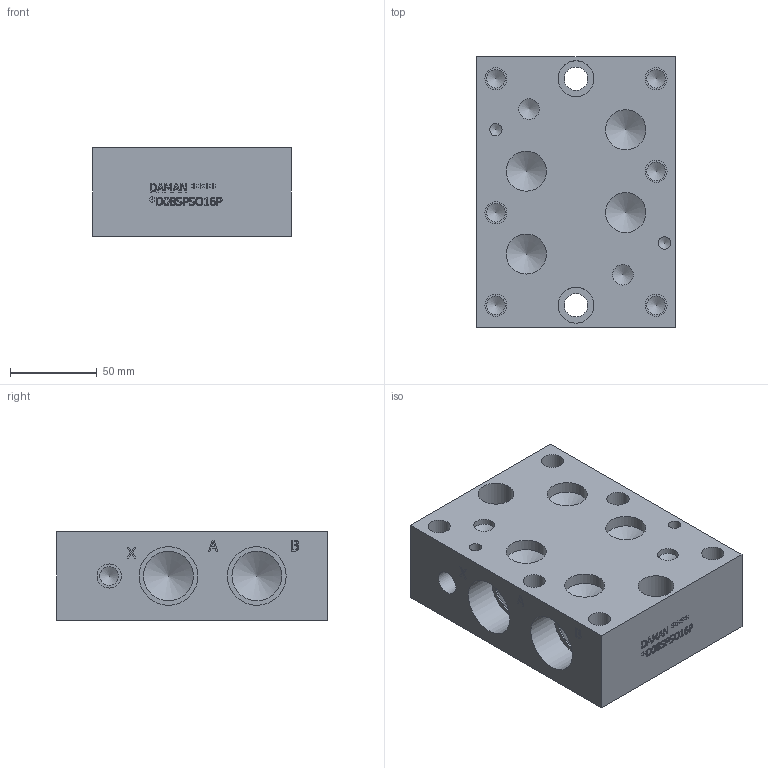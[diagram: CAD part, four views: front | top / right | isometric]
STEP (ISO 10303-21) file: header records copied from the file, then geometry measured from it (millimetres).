
FILE_DESCRIPTION(/* description */ (''),/* implementation_level */ '2;1');
FILE_NAME(/* name */ '_D08SPSO16P.stp',/* time_stamp */ '2022-05-31T15:55:58-04:00',/* author */ ('bobbyh'),/* organization */ (''),/* preprocessor_version */ 'ST-DEVELOPER v18',/* originating_system */ 'Autodesk Inventor 2020',/* authorisation */ '');
FILE_SCHEMA (('AUTOMOTIVE_DESIGN { 1 0 10303 214 3 1 1 }'));
Length unit declared in the file: millimetre
Products named in the file (1): Part_AD08SPSO16P_3D
Bounding box: 114.3 x 155.57 x 50.8 mm (x, y, z)
Volume: 754469.6 mm3; surface area: 89282.7 mm2
Topology: 1 solids, 1 shells, 511 faces, 1398 edges, 944 vertices
Faces by surface type: plane 304, bspline 151, cylinder 36, cone 20
Full cylindrical faces by diameter (mm): 7.137 x2, 10.719 x8, 11.887 x2, 12.7 x6, 13.487 x2, 13.868 x2, 20.625 x2, 23.012 x3, 23.017 x1, 28.575 x4, 33.706 x4
Entity records: 17286 total; most frequent: CARTESIAN_POINT 4797, ORIENTED_EDGE 2756, DIRECTION 1926, EDGE_CURVE 1378, LINE 948, VECTOR 948, VERTEX_POINT 944, EDGE_LOOP 590
